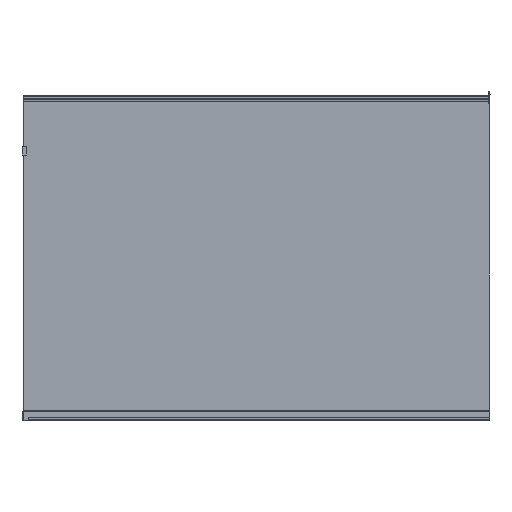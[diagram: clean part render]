
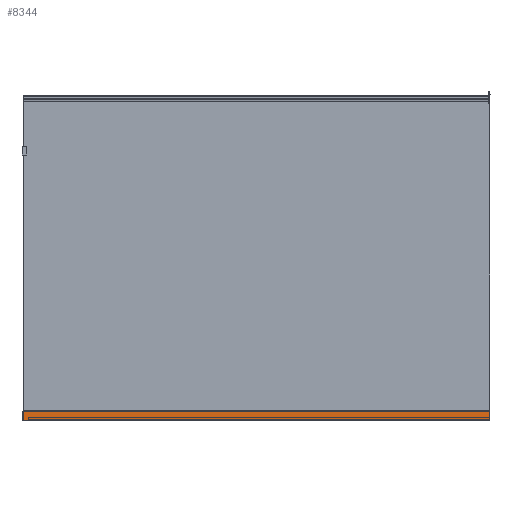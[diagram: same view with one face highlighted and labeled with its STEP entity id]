
A CAD part, left-side view. The second image highlights one B-rep face of the part: STEP entity #8344.
In plain terms, the highlighted cylindrical face has radius 960.746 mm (diameter 1921.49 mm), a partial arc.
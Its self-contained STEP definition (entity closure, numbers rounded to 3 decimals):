
#296 = ORIENTED_EDGE ( 'NONE', *, *, #33738, .T. ) ;
#675 = DIRECTION ( 'NONE',  ( 0., -1., 0. ) ) ;
#1260 = VERTEX_POINT ( 'NONE', #38753 ) ;
#3364 = CARTESIAN_POINT ( 'NONE',  ( 955.897, -975., -754.099 ) ) ;
#4043 = VECTOR ( 'NONE', #6313, 1000. ) ;
#6313 = DIRECTION ( 'NONE',  ( 0., 1., 0. ) ) ;
#8344 = ADVANCED_FACE ( 'NONE', ( #28330 ), #30633, .T. ) ;
#9240 = LINE ( 'NONE', #10284, #37370 ) ;
#10284 = CARTESIAN_POINT ( 'NONE',  ( -4.65, 975., -734.49 ) ) ;
#11682 = AXIS2_PLACEMENT_3D ( 'NONE', #3364, #29346, #47365 ) ;
#14175 = CIRCLE ( 'NONE', #47321, 960.747 ) ;
#17694 = CARTESIAN_POINT ( 'NONE',  ( -4.65, 975., -773.706 ) ) ;
#19713 = CARTESIAN_POINT ( 'NONE',  ( 955.897, 975., -754.099 ) ) ;
#22344 = DIRECTION ( 'NONE',  ( 1., 0., 0. ) ) ;
#22497 = ORIENTED_EDGE ( 'NONE', *, *, #27121, .F. ) ;
#22519 = ORIENTED_EDGE ( 'NONE', *, *, #42897, .T. ) ;
#23093 = DIRECTION ( 'NONE',  ( 1., 0., 0. ) ) ;
#26934 = DIRECTION ( 'NONE',  ( 0., -1., 0. ) ) ;
#27121 = EDGE_CURVE ( 'NONE', #1260, #31678, #41413, .T. ) ;
#28330 = FACE_OUTER_BOUND ( 'NONE', #42274, .T. ) ;
#28401 = CIRCLE ( 'NONE', #11682, 960.747 ) ;
#29346 = DIRECTION ( 'NONE',  ( 0., 1., 0. ) ) ;
#30299 = VERTEX_POINT ( 'NONE', #34773 ) ;
#30633 = CYLINDRICAL_SURFACE ( 'NONE', #43870, 960.747 ) ;
#31678 = VERTEX_POINT ( 'NONE', #43387 ) ;
#33177 = EDGE_CURVE ( 'NONE', #30299, #31678, #14175, .T. ) ;
#33738 = EDGE_CURVE ( 'NONE', #1260, #41577, #28401, .T. ) ;
#34773 = CARTESIAN_POINT ( 'NONE',  ( -4.65, 975.3, -734.49 ) ) ;
#37370 = VECTOR ( 'NONE', #43483, 1000. ) ;
#38753 = CARTESIAN_POINT ( 'NONE',  ( -4.65, -975., -773.706 ) ) ;
#40308 = ORIENTED_EDGE ( 'NONE', *, *, #33177, .T. ) ;
#41413 = LINE ( 'NONE', #17694, #4043 ) ;
#41577 = VERTEX_POINT ( 'NONE', #46636 ) ;
#42274 = EDGE_LOOP ( 'NONE', ( #22519, #40308, #22497, #296 ) ) ;
#42897 = EDGE_CURVE ( 'NONE', #41577, #30299, #9240, .T. ) ;
#43387 = CARTESIAN_POINT ( 'NONE',  ( -4.65, 975.3, -773.706 ) ) ;
#43483 = DIRECTION ( 'NONE',  ( 0., 1., 0. ) ) ;
#43870 = AXIS2_PLACEMENT_3D ( 'NONE', #19713, #26934, #23093 ) ;
#44354 = CARTESIAN_POINT ( 'NONE',  ( 955.897, 975.3, -754.099 ) ) ;
#46636 = CARTESIAN_POINT ( 'NONE',  ( -4.65, -975., -734.49 ) ) ;
#47321 = AXIS2_PLACEMENT_3D ( 'NONE', #44354, #675, #22344 ) ;
#47365 = DIRECTION ( 'NONE',  ( 1., 0., 0. ) ) ;
